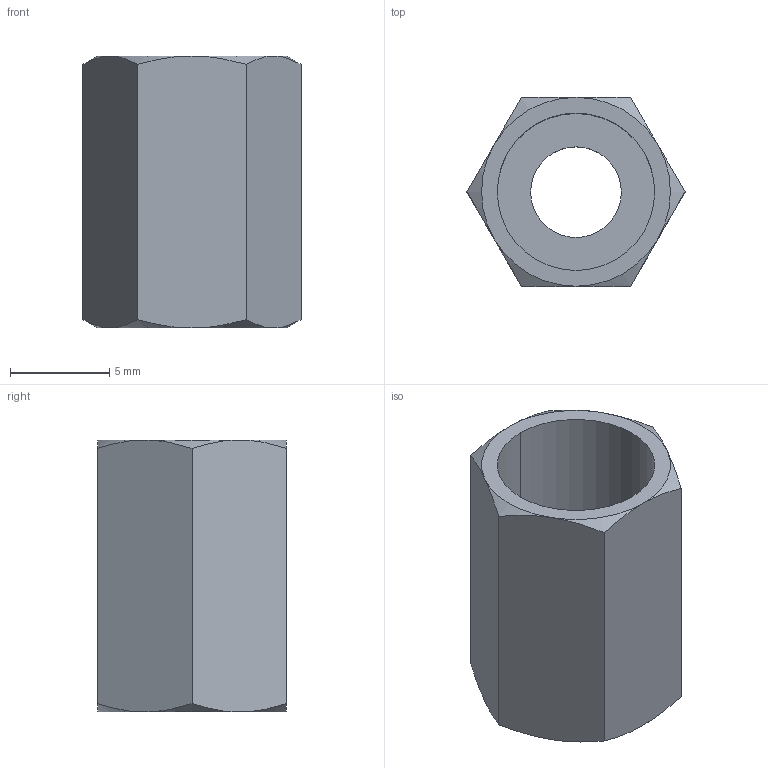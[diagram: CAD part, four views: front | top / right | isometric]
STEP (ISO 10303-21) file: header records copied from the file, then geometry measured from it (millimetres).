
FILE_DESCRIPTION((''),'2;1');
FILE_NAME('2_BTX-S_PRT','2002-10-15T',('ta29392'),(''),'PRO/ENGINEER BY PARAMETRIC TECHNOLOGY CORPORATION, 2002220','PRO/ENGINEER BY PARAMETRIC TECHNOLOGY CORPORATION, 2002220','');
FILE_SCHEMA(('CONFIG_CONTROL_DESIGN'));
Length unit declared in the file: inch
Products named in the file (1): 2_BTX-S_PRT
Bounding box: 11 x 9.53 x 13.72 mm (x, y, z)
Volume: 460.1 mm3; surface area: 891.4 mm2
Topology: 1 solids, 1 shells, 25 faces, 54 edges, 32 vertices
Faces by surface type: cone 12, plane 9, cylinder 4
Entity records: 812 total; most frequent: CARTESIAN_POINT 255, ORIENTED_EDGE 108, DIRECTION 100, EDGE_CURVE 54, AXIS2_PLACEMENT_3D 45, VERTEX_POINT 32, EDGE_LOOP 28, FACE_OUTER_BOUND 25
